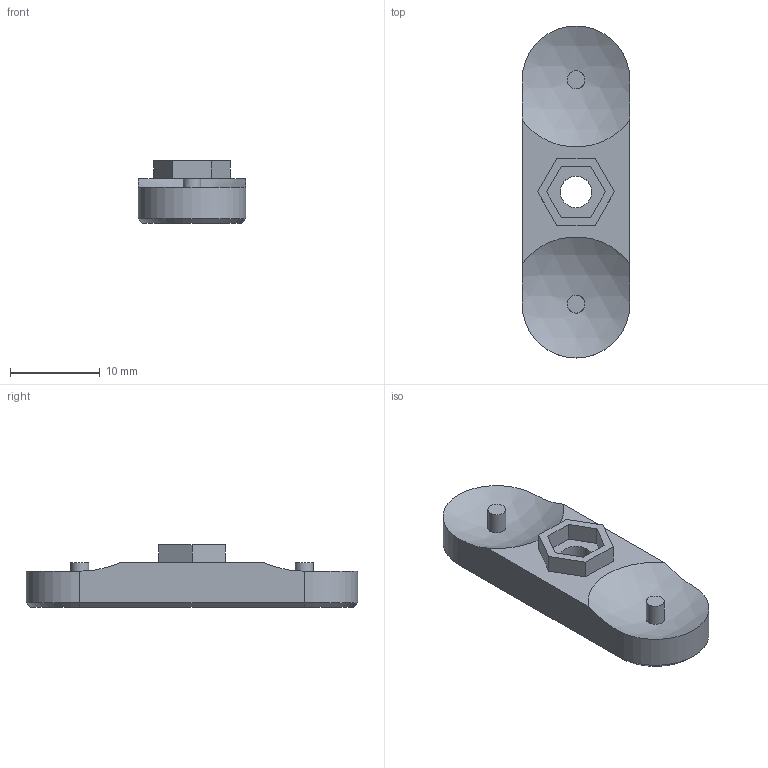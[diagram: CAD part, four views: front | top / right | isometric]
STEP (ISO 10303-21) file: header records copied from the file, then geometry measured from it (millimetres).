
FILE_DESCRIPTION(('Open CASCADE Model'),'2;1');
FILE_NAME('Open CASCADE Shape Model','2025-07-03T21:04:54',('Author'),( 'Open CASCADE'),'Open CASCADE STEP processor 7.7','Open CASCADE 7.7' ,'Unknown');
FILE_SCHEMA(('AUTOMOTIVE_DESIGN { 1 0 10303 214 1 1 1 1 }'));
Length unit declared in the file: millimetre
Products named in the file (1): Open CASCADE STEP translator 7.7 902
Bounding box: 12 x 37 x 7 mm (x, y, z)
Volume: 1640.3 mm3; surface area: 1368.2 mm2
Topology: 1 solids, 1 shells, 32 faces, 73 edges, 47 vertices
Faces by surface type: plane 22, cylinder 5, cone 3, sphere 2
Full cylindrical faces by diameter (mm): 2 x2, 3.5 x1
Entity records: 2282 total; most frequent: CARTESIAN_POINT 767, DIRECTION 283, LINE 176, VECTOR 176, ORIENTED_EDGE 146, PCURVE 146, DEFINITIONAL_REPRESENTATION 146, EDGE_CURVE 73
